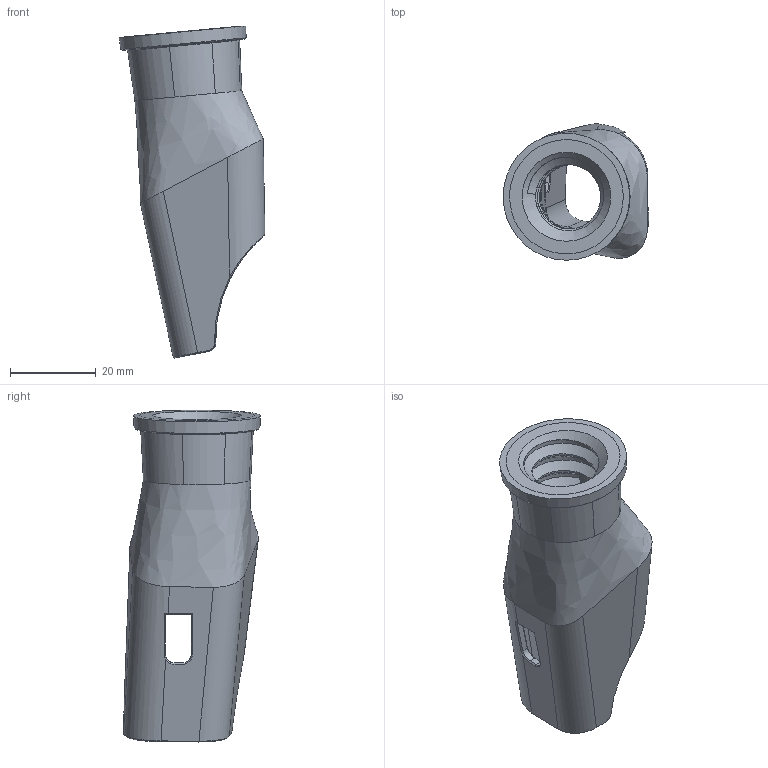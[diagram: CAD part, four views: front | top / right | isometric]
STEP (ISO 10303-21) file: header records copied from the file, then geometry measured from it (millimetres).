
FILE_DESCRIPTION(/* description */ ('STEP AP242','CAx-IF Rec.Pracs.---Representation and Presentation of Product Manufacturing Information (PMI)---4.0---2014-10-13','CAx-IF Rec.Pracs.---3D Tessellated Geometry---0.4---2014-09-14','2;1'),/* implementation_level */ '2;1');
FILE_NAME(/* name */ '63a8b0d7bf71824bba43f143',/* time_stamp */ '2022-12-25T20:21:44+00:00',/* author */ (''),/* organization */ (''),/* preprocessor_version */ 'ST-DEVELOPER v18.102',/* originating_system */ ' ',/* authorisation */ ' ');
FILE_SCHEMA (('AP242_MANAGED_MODEL_BASED_3D_ENGINEERING_MIM_LF { 1 0 10303 442 1 1 4 }'));
Length unit declared in the file: metre
Products named in the file (1): fan_to_hose_adapter_18mmOD
Bounding box: 33.91 x 31.9 x 77.25 mm (x, y, z)
Volume: 15957.4 mm3; surface area: 10503.2 mm2
Topology: 1 solids, 1 shells, 132 faces, 356 edges, 223 vertices
Faces by surface type: bspline 74, plane 32, cylinder 19, cone 6, torus 1
Entity records: 8622 total; most frequent: CARTESIAN_POINT 6102, ORIENTED_EDGE 692, EDGE_CURVE 346, B_SPLINE_CURVE_WITH_KNOTS 260, VERTEX_POINT 219, DIRECTION 214, EDGE_LOOP 139, FACE_BOUND 139
